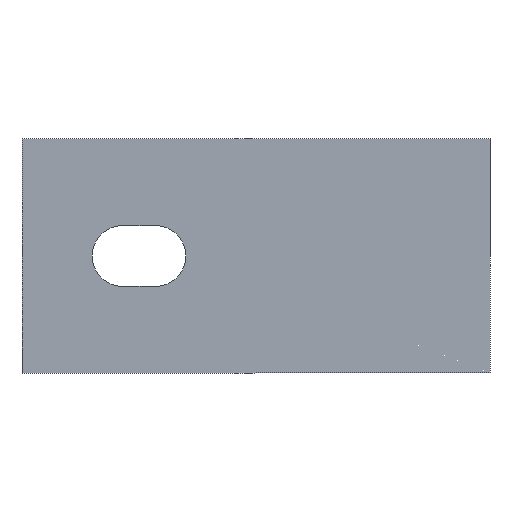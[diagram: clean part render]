
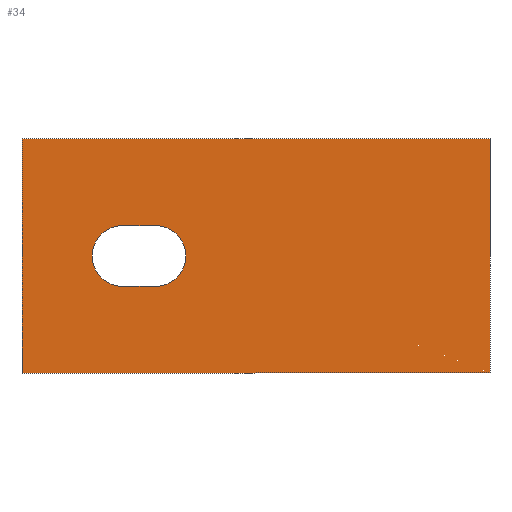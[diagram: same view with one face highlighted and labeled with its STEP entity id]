
A CAD part, left-side view. The second image highlights one B-rep face of the part: STEP entity #34.
In plain terms, the highlighted face is planar.
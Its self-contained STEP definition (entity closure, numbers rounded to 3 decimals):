
#34 = ADVANCED_FACE ( 'NONE', ( #1816, #2258 ), #92, .T. ) ;
#45 = DIRECTION ( 'NONE',  ( 0., 0., 1. ) ) ;
#60 = CARTESIAN_POINT ( 'NONE',  ( -25., 21.5, 8. ) ) ;
#76 = DIRECTION ( 'NONE',  ( 0., -1., 0. ) ) ;
#92 = PLANE ( 'NONE',  #1133 ) ;
#136 = DIRECTION ( 'NONE',  ( 0., 1., 0. ) ) ;
#138 = VERTEX_POINT ( 'NONE', #1907 ) ;
#156 = VERTEX_POINT ( 'NONE', #60 ) ;
#182 = VERTEX_POINT ( 'NONE', #1037 ) ;
#192 = CARTESIAN_POINT ( 'NONE',  ( -6.5, 0., 8. ) ) ;
#227 = CARTESIAN_POINT ( 'NONE',  ( -25., -78.5, 8. ) ) ;
#273 = ORIENTED_EDGE ( 'NONE', *, *, #916, .F. ) ;
#313 = EDGE_CURVE ( 'NONE', #2313, #1335, #1397, .T. ) ;
#336 = CARTESIAN_POINT ( 'NONE',  ( 6.5, 0., 8. ) ) ;
#367 = DIRECTION ( 'NONE',  ( 0., -1., 0. ) ) ;
#382 = ORIENTED_EDGE ( 'NONE', *, *, #734, .T. ) ;
#458 = EDGE_CURVE ( 'NONE', #802, #182, #478, .T. ) ;
#478 = CIRCLE ( 'NONE', #1415, 6.5 ) ;
#498 = VECTOR ( 'NONE', #1410, 1000. ) ;
#528 = ORIENTED_EDGE ( 'NONE', *, *, #2067, .F. ) ;
#548 = EDGE_CURVE ( 'NONE', #156, #2313, #2301, .T. ) ;
#563 = ORIENTED_EDGE ( 'NONE', *, *, #313, .T. ) ;
#567 = DIRECTION ( 'NONE',  ( 0., 0., 1. ) ) ;
#595 = VECTOR ( 'NONE', #698, 1000. ) ;
#632 = CIRCLE ( 'NONE', #1294, 6.5 ) ;
#698 = DIRECTION ( 'NONE',  ( 1., 0., 0. ) ) ;
#734 = EDGE_CURVE ( 'NONE', #1335, #138, #1689, .T. ) ;
#765 = CARTESIAN_POINT ( 'NONE',  ( 6.5, -7., 8. ) ) ;
#801 = ORIENTED_EDGE ( 'NONE', *, *, #1058, .F. ) ;
#802 = VERTEX_POINT ( 'NONE', #336 ) ;
#870 = CARTESIAN_POINT ( 'NONE',  ( 25., -78.5, 8. ) ) ;
#906 = DIRECTION ( 'NONE',  ( 1., 0., 0. ) ) ;
#916 = EDGE_CURVE ( 'NONE', #182, #1656, #2012, .T. ) ;
#945 = EDGE_CURVE ( 'NONE', #138, #156, #1711, .T. ) ;
#985 = LINE ( 'NONE', #1804, #498 ) ;
#1037 = CARTESIAN_POINT ( 'NONE',  ( -6.5, 0., 8. ) ) ;
#1058 = EDGE_CURVE ( 'NONE', #1656, #1696, #632, .T. ) ;
#1133 = AXIS2_PLACEMENT_3D ( 'NONE', #1707, #2302, #2295 ) ;
#1235 = CARTESIAN_POINT ( 'NONE',  ( 25., 21.5, 8. ) ) ;
#1270 = CARTESIAN_POINT ( 'NONE',  ( -25., -78.5, 8. ) ) ;
#1294 = AXIS2_PLACEMENT_3D ( 'NONE', #2270, #45, #1340 ) ;
#1335 = VERTEX_POINT ( 'NONE', #870 ) ;
#1340 = DIRECTION ( 'NONE',  ( 1., 0., 0. ) ) ;
#1360 = ORIENTED_EDGE ( 'NONE', *, *, #458, .F. ) ;
#1397 = LINE ( 'NONE', #1270, #595 ) ;
#1410 = DIRECTION ( 'NONE',  ( 0., 1., 0. ) ) ;
#1415 = AXIS2_PLACEMENT_3D ( 'NONE', #1661, #567, #906 ) ;
#1549 = EDGE_LOOP ( 'NONE', ( #273, #1360, #528, #801 ) ) ;
#1639 = DIRECTION ( 'NONE',  ( -1., 0., 0. ) ) ;
#1656 = VERTEX_POINT ( 'NONE', #2206 ) ;
#1661 = CARTESIAN_POINT ( 'NONE',  ( 0., 0., 8. ) ) ;
#1689 = LINE ( 'NONE', #1235, #2129 ) ;
#1696 = VERTEX_POINT ( 'NONE', #765 ) ;
#1707 = CARTESIAN_POINT ( 'NONE',  ( -25., -78.5, 8. ) ) ;
#1711 = LINE ( 'NONE', #2025, #2268 ) ;
#1720 = VECTOR ( 'NONE', #367, 1000. ) ;
#1747 = VECTOR ( 'NONE', #76, 1000. ) ;
#1804 = CARTESIAN_POINT ( 'NONE',  ( 6.5, 0., 8. ) ) ;
#1816 = FACE_OUTER_BOUND ( 'NONE', #2091, .T. ) ;
#1901 = CARTESIAN_POINT ( 'NONE',  ( -25., 21.5, 8. ) ) ;
#1907 = CARTESIAN_POINT ( 'NONE',  ( 25., 21.5, 8. ) ) ;
#1991 = ORIENTED_EDGE ( 'NONE', *, *, #945, .T. ) ;
#2012 = LINE ( 'NONE', #192, #1720 ) ;
#2025 = CARTESIAN_POINT ( 'NONE',  ( -25., 21.5, 8. ) ) ;
#2067 = EDGE_CURVE ( 'NONE', #1696, #802, #985, .T. ) ;
#2091 = EDGE_LOOP ( 'NONE', ( #2363, #563, #382, #1991 ) ) ;
#2129 = VECTOR ( 'NONE', #136, 1000. ) ;
#2206 = CARTESIAN_POINT ( 'NONE',  ( -6.5, -7., 8. ) ) ;
#2258 = FACE_BOUND ( 'NONE', #1549, .T. ) ;
#2268 = VECTOR ( 'NONE', #1639, 1000. ) ;
#2270 = CARTESIAN_POINT ( 'NONE',  ( 0., -7., 8. ) ) ;
#2295 = DIRECTION ( 'NONE',  ( 1., 0., 0. ) ) ;
#2301 = LINE ( 'NONE', #1901, #1747 ) ;
#2302 = DIRECTION ( 'NONE',  ( 0., 0., 1. ) ) ;
#2313 = VERTEX_POINT ( 'NONE', #227 ) ;
#2363 = ORIENTED_EDGE ( 'NONE', *, *, #548, .T. ) ;
